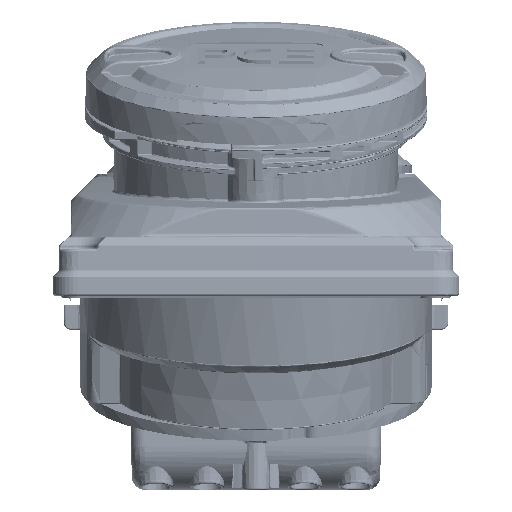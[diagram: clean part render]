
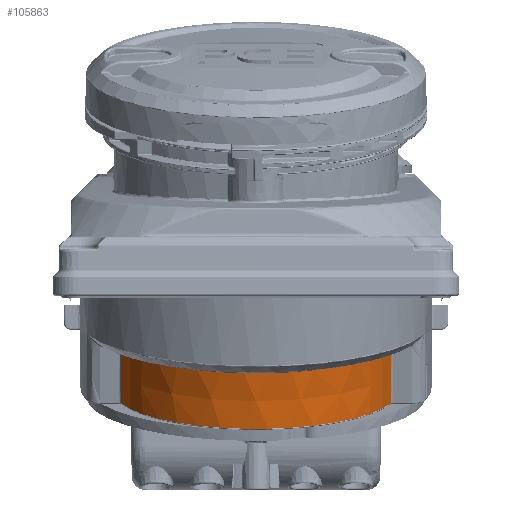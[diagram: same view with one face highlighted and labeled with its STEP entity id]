
A CAD part, left-side view. The second image highlights one B-rep face of the part: STEP entity #105863.
In plain terms, the highlighted conical face has half-angle 0.5 degrees and reference radius 31.363 mm.
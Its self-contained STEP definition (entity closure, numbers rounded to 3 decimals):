
#4849 = DIRECTION ( 'NONE',  ( -0.259, 0., 0.966 ) ) ;
#11978 = CARTESIAN_POINT ( 'NONE',  ( -44.2, 29.921, -28.677 ) ) ;
#17134 = FACE_OUTER_BOUND ( 'NONE', #39621, .T. ) ;
#22081 = ORIENTED_EDGE ( 'NONE', *, *, #61166, .T. ) ;
#39621 = EDGE_LOOP ( 'NONE', ( #180934, #134121, #22081, #159457 ) ) ;
#44192 = CIRCLE ( 'NONE', #197916, 31.253 ) ;
#49808 = CARTESIAN_POINT ( 'NONE',  ( -43.068, 29.894, -32.759 ) ) ;
#61166 = EDGE_CURVE ( 'NONE', #170865, #149440, #44192, .T. ) ;
#61296 = CONICAL_SURFACE ( 'NONE', #99795, 31.363, 0.009 ) ;
#75156 = VERTEX_POINT ( 'NONE', #217918 ) ;
#97010 = DIRECTION ( 'NONE',  ( 0.259, 0., -0.966 ) ) ;
#99795 = AXIS2_PLACEMENT_3D ( 'NONE', #237639, #238434, #106582 ) ;
#105863 = ADVANCED_FACE ( 'NONE', ( #17134 ), #61296, .T. ) ;
#106582 = DIRECTION ( 'NONE',  ( 0.966, 0., 0.259 ) ) ;
#117613 = CARTESIAN_POINT ( 'NONE',  ( -33.045, 0., -34.458 ) ) ;
#120964 = CARTESIAN_POINT ( 'NONE',  ( -45.331, -29.948, -24.595 ) ) ;
#133543 = EDGE_CURVE ( 'NONE', #233530, #170865, #211157, .T. ) ;
#134121 = ORIENTED_EDGE ( 'NONE', *, *, #133543, .T. ) ;
#136601 = DIRECTION ( 'NONE',  ( -0.966, 0., -0.259 ) ) ;
#143791 = CARTESIAN_POINT ( 'NONE',  ( -45.331, 29.948, -24.595 ) ) ;
#149440 = VERTEX_POINT ( 'NONE', #163311 ) ;
#158104 = CARTESIAN_POINT ( 'NONE',  ( -43.068, -29.894, -32.759 ) ) ;
#159457 = ORIENTED_EDGE ( 'NONE', *, *, #223286, .T. ) ;
#163311 = CARTESIAN_POINT ( 'NONE',  ( -41.937, -29.866, -36.841 ) ) ;
#170865 = VERTEX_POINT ( 'NONE', #213066 ) ;
#176221 = CARTESIAN_POINT ( 'NONE',  ( -41.937, -29.866, -36.841 ) ) ;
#180890 = CIRCLE ( 'NONE', #223776, 31.363 ) ;
#180934 = ORIENTED_EDGE ( 'NONE', *, *, #200811, .T. ) ;
#181683 = CARTESIAN_POINT ( 'NONE',  ( -41.937, 29.866, -36.841 ) ) ;
#197916 = AXIS2_PLACEMENT_3D ( 'NONE', #117613, #4849, #136601 ) ;
#200811 = EDGE_CURVE ( 'NONE', #75156, #233530, #180890, .T. ) ;
#209840 = CARTESIAN_POINT ( 'NONE',  ( -36.334, 0., -22.184 ) ) ;
#211157 = B_SPLINE_CURVE_WITH_KNOTS ( 'NONE', 3,
 ( #143791, #11978, #49808, #181683 ),
 .UNSPECIFIED., .F., .F.,
 ( 4, 4 ),
 ( 0., 1. ),
 .UNSPECIFIED. ) ;
#213066 = CARTESIAN_POINT ( 'NONE',  ( -41.937, 29.866, -36.841 ) ) ;
#217918 = CARTESIAN_POINT ( 'NONE',  ( -45.331, -29.948, -24.595 ) ) ;
#223286 = EDGE_CURVE ( 'NONE', #149440, #75156, #230779, .T. ) ;
#223776 = AXIS2_PLACEMENT_3D ( 'NONE', #209840, #97010, #228867 ) ;
#226253 = CARTESIAN_POINT ( 'NONE',  ( -45.331, 29.948, -24.595 ) ) ;
#228867 = DIRECTION ( 'NONE',  ( -0.966, 0., -0.259 ) ) ;
#230779 = B_SPLINE_CURVE_WITH_KNOTS ( 'NONE', 3,
 ( #176221, #158104, #233811, #120964 ),
 .UNSPECIFIED., .F., .F.,
 ( 4, 4 ),
 ( 0., 1. ),
 .UNSPECIFIED. ) ;
#233530 = VERTEX_POINT ( 'NONE', #226253 ) ;
#233811 = CARTESIAN_POINT ( 'NONE',  ( -44.2, -29.921, -28.677 ) ) ;
#237639 = CARTESIAN_POINT ( 'NONE',  ( -36.334, 0., -22.184 ) ) ;
#238434 = DIRECTION ( 'NONE',  ( -0.259, 0., 0.966 ) ) ;
